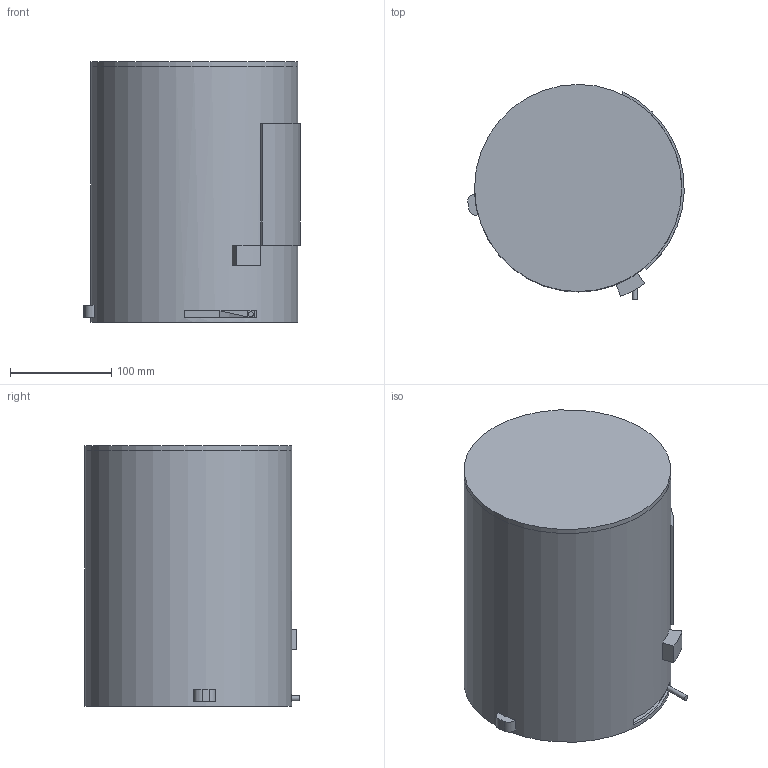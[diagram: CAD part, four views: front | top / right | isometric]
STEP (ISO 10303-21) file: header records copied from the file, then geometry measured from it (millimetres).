
FILE_DESCRIPTION(/* description */ (''),/* implementation_level */ '2;1');
FILE_NAME(/* name */ 'Intelligent tableware management system.step',/* time_stamp */ '2026-02-03T23:33:33+08:00',/* author */ (''),/* organization */ (''),/* preprocessor_version */ 'ST-DEVELOPER v20.1',/* originating_system */ 'Autodesk Translation Framework v14.17.0.0',/* authorisation */ '');
FILE_SCHEMA (('AUTOMOTIVE_DESIGN { 1 0 10303 214 3 1 1 }'));
Length unit declared in the file: millimetre
Products named in the file (21): Scissor lift Ass; Untitled; 底座長條2; bar; 底座長條; silder2; 底座長條3; 叉子架子ass; 叉子架子罩子; 提手; Assemble; Heater; heater tube; raspberry_pi_zero_placeholder_V3_caliper_measured; ozone Generator; DcMotor; 大罩子; 蓋子; Screen; On Off button; 出叉子button
Assembly tree (27 placements, depth 4):
  Scissor lift Ass
    Untitled
    底座長條  x2
    底座長條2
    bar  x4
    底座長條3  x2
    silder2
    叉子架子ass
      叉子架子罩子
      提手
    Assemble
      Heater
        heater tube  x3
      raspberry_pi_zero_placeholder_V3_caliper_measured
      ozone Generator
      DcMotor
    大罩子
    蓋子
    Screen
    On Off button
    出叉子button
Bounding box: 214.12 x 212.5 x 258 mm (x, y, z)
Volume: 1652542.5 mm3; surface area: 983427 mm2
Topology: 25 solids, 26 shells, 358 faces, 824 edges, 537 vertices
Faces by surface type: plane 223, cylinder 135
Full cylindrical faces by diameter (mm): 3 x77, 5 x23, 160 x2, 165 x1, 200 x2, 205 x2
Entity records: 9733 total; most frequent: DIRECTION 1654, CARTESIAN_POINT 1506, ORIENTED_EDGE 1402, EDGE_CURVE 701, AXIS2_PLACEMENT_3D 603, EDGE_LOOP 490, VERTEX_POINT 455, LINE 448
